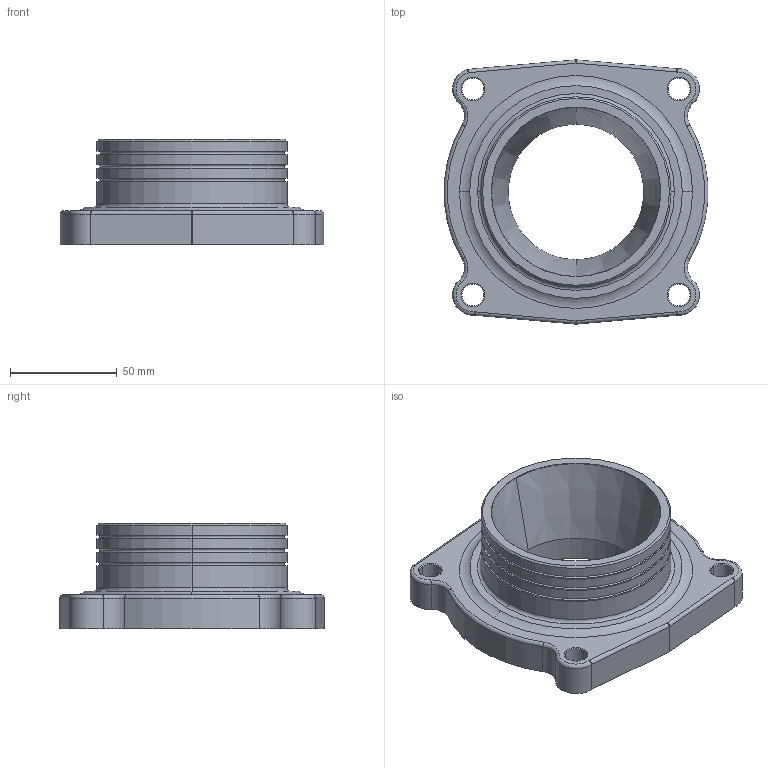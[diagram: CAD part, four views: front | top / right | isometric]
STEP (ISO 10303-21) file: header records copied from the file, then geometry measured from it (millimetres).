
FILE_DESCRIPTION((''),'2;1');
FILE_NAME('C48622','2017-07-25T',('sobrien2'),(''),'CREO PARAMETRIC BY PTC INC, 2015290','CREO PARAMETRIC BY PTC INC, 2015290','');
FILE_SCHEMA(('CONFIG_CONTROL_DESIGN'));
Length unit declared in the file: inch
Products named in the file (1): C48622
Bounding box: 123.47 x 123.81 x 49.23 mm (x, y, z)
Volume: 232023.5 mm3; surface area: 48836.2 mm2
Topology: 1 solids, 1 shells, 102 faces, 229 edges, 137 vertices
Faces by surface type: cylinder 38, torus 25, cone 22, plane 14, sphere 3
Entity records: 2934 total; most frequent: DIRECTION 590, CARTESIAN_POINT 468, ORIENTED_EDGE 458, AXIS2_PLACEMENT_3D 259, EDGE_CURVE 229, CIRCLE 157, VERTEX_POINT 137, EDGE_LOOP 120
